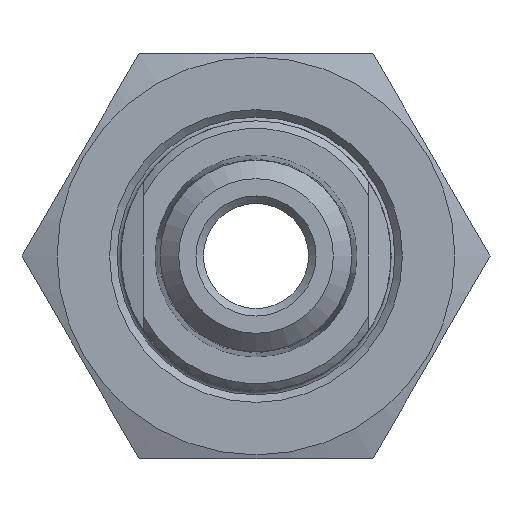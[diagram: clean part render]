
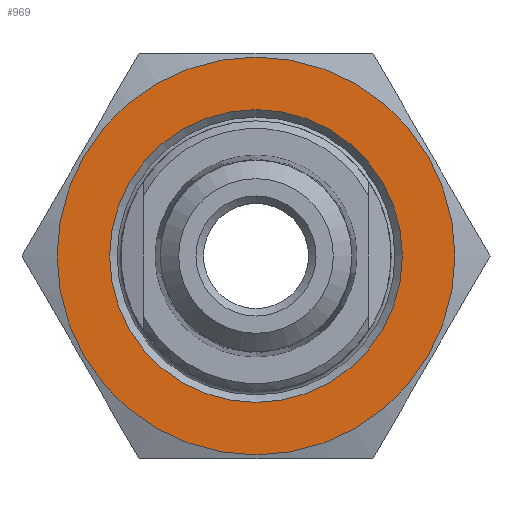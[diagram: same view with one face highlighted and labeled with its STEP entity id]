
A CAD part, left-side view. The second image highlights one B-rep face of the part: STEP entity #969.
In plain terms, the highlighted planar face has unit normal (-1, 0, 0).
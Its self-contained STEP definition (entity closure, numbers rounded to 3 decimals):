
#67=FACE_BOUND('',#189,.T.);
#83=PLANE('',#1113);
#125=FACE_OUTER_BOUND('',#188,.T.);
#188=EDGE_LOOP('',(#706));
#189=EDGE_LOOP('',(#707));
#349=CIRCLE('',#1103,13.25);
#350=CIRCLE('',#1108,9.75);
#434=VERTEX_POINT('',#1643);
#435=VERTEX_POINT('',#1654);
#532=EDGE_CURVE('',#434,#434,#349,.T.);
#537=EDGE_CURVE('',#435,#435,#350,.T.);
#706=ORIENTED_EDGE('',*,*,#532,.T.);
#707=ORIENTED_EDGE('',*,*,#537,.F.);
#969=ADVANCED_FACE('',(#125,#67),#83,.T.);
#1103=AXIS2_PLACEMENT_3D('',#1645,#1265,#1266);
#1108=AXIS2_PLACEMENT_3D('',#1655,#1279,#1280);
#1113=AXIS2_PLACEMENT_3D('',#1665,#1291,#1292);
#1265=DIRECTION('center_axis',(-1.,0.,0.));
#1266=DIRECTION('ref_axis',(0.,1.,0.));
#1279=DIRECTION('center_axis',(-1.,0.,0.));
#1280=DIRECTION('ref_axis',(0.,0.,-1.));
#1291=DIRECTION('center_axis',(-1.,0.,0.));
#1292=DIRECTION('ref_axis',(0.,0.,1.));
#1643=CARTESIAN_POINT('',(-14.5,-13.25,0.));
#1645=CARTESIAN_POINT('Origin',(-14.5,0.,0.));
#1654=CARTESIAN_POINT('',(-14.5,0.,9.75));
#1655=CARTESIAN_POINT('Origin',(-14.5,0.,0.));
#1665=CARTESIAN_POINT('Origin',(-14.5,0.,0.));
